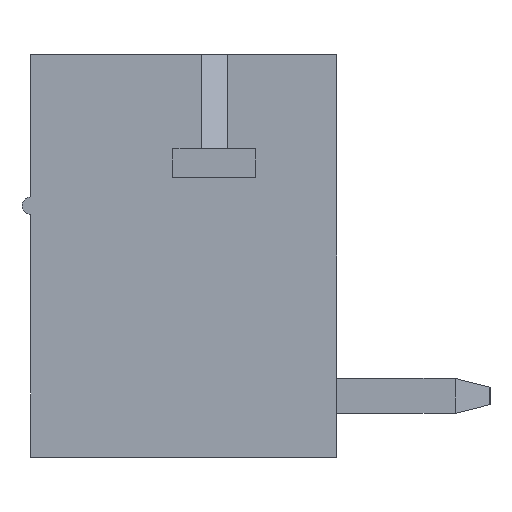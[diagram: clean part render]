
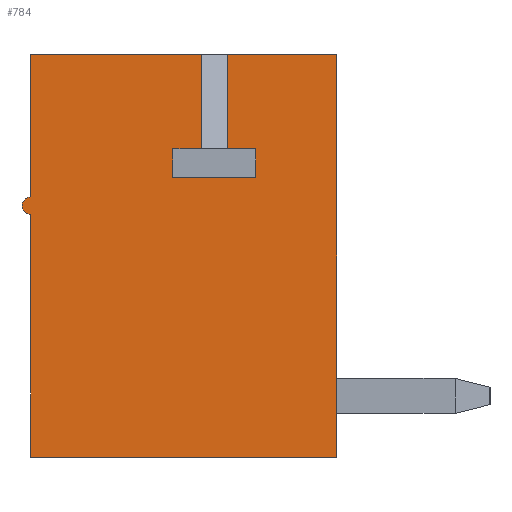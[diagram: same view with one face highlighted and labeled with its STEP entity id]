
A CAD part, left-side view. The second image highlights one B-rep face of the part: STEP entity #784.
In plain terms, the highlighted planar face has unit normal (-1, 0, 0).
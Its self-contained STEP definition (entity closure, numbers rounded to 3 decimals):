
#784 = ADVANCED_FACE( '', ( #2012 ), #2013, .F. );
#2012 = FACE_OUTER_BOUND( '', #3781, .T. );
#2013 = PLANE( '', #3782 );
#3781 = EDGE_LOOP( '', ( #5725, #5726, #5727, #5728, #5729, #5730, #5731, #5732, #5733, #5734, #5735, #5736, #5737, #5738 ) );
#3782 = AXIS2_PLACEMENT_3D( '', #5739, #5740, #5741 );
#5725 = ORIENTED_EDGE( '', *, *, #10987, .T. );
#5726 = ORIENTED_EDGE( '', *, *, #11092, .T. );
#5727 = ORIENTED_EDGE( '', *, *, #11093, .F. );
#5728 = ORIENTED_EDGE( '', *, *, #11094, .T. );
#5729 = ORIENTED_EDGE( '', *, *, #11095, .T. );
#5730 = ORIENTED_EDGE( '', *, *, #11096, .T. );
#5731 = ORIENTED_EDGE( '', *, *, #11097, .F. );
#5732 = ORIENTED_EDGE( '', *, *, #11098, .F. );
#5733 = ORIENTED_EDGE( '', *, *, #11099, .F. );
#5734 = ORIENTED_EDGE( '', *, *, #11100, .T. );
#5735 = ORIENTED_EDGE( '', *, *, #11101, .T. );
#5736 = ORIENTED_EDGE( '', *, *, #11102, .T. );
#5737 = ORIENTED_EDGE( '', *, *, #11103, .T. );
#5738 = ORIENTED_EDGE( '', *, *, #11104, .T. );
#5739 = CARTESIAN_POINT( '', ( -21.55, 0., 0. ) );
#5740 = DIRECTION( '', ( 1., 0., 0. ) );
#5741 = DIRECTION( '', ( 0., 0., -1. ) );
#10987 = EDGE_CURVE( '', #13217, #13218, #13219, .T. );
#11092 = EDGE_CURVE( '', #13218, #13408, #13409, .T. );
#11093 = EDGE_CURVE( '', #13410, #13408, #13411, .T. );
#11094 = EDGE_CURVE( '', #13410, #13412, #13413, .T. );
#11095 = EDGE_CURVE( '', #13412, #13414, #13415, .F. );
#11096 = EDGE_CURVE( '', #13414, #13416, #13417, .T. );
#11097 = EDGE_CURVE( '', #13418, #13416, #13419, .T. );
#11098 = EDGE_CURVE( '', #13420, #13418, #13421, .T. );
#11099 = EDGE_CURVE( '', #13422, #13420, #13423, .T. );
#11100 = EDGE_CURVE( '', #13422, #13424, #13425, .T. );
#11101 = EDGE_CURVE( '', #13424, #13426, #13427, .T. );
#11102 = EDGE_CURVE( '', #13426, #13428, #13429, .T. );
#11103 = EDGE_CURVE( '', #13428, #13430, #13431, .T. );
#11104 = EDGE_CURVE( '', #13430, #13217, #13432, .T. );
#13217 = VERTEX_POINT( '', #16509 );
#13218 = VERTEX_POINT( '', #16510 );
#13219 = LINE( '', #16511, #16512 );
#13408 = VERTEX_POINT( '', #16788 );
#13409 = LINE( '', #16789, #16790 );
#13410 = VERTEX_POINT( '', #16791 );
#13411 = LINE( '', #16792, #16793 );
#13412 = VERTEX_POINT( '', #16794 );
#13413 = LINE( '', #16795, #16796 );
#13414 = VERTEX_POINT( '', #16797 );
#13415 = CIRCLE( '', #16798, 0.2 );
#13416 = VERTEX_POINT( '', #16799 );
#13417 = LINE( '', #16800, #16801 );
#13418 = VERTEX_POINT( '', #16802 );
#13419 = LINE( '', #16803, #16804 );
#13420 = VERTEX_POINT( '', #16805 );
#13421 = LINE( '', #16806, #16807 );
#13422 = VERTEX_POINT( '', #16808 );
#13423 = LINE( '', #16809, #16810 );
#13424 = VERTEX_POINT( '', #16811 );
#13425 = LINE( '', #16812, #16813 );
#13426 = VERTEX_POINT( '', #16814 );
#13427 = LINE( '', #16815, #16816 );
#13428 = VERTEX_POINT( '', #16817 );
#13429 = LINE( '', #16818, #16819 );
#13430 = VERTEX_POINT( '', #16820 );
#13431 = LINE( '', #16821, #16822 );
#13432 = LINE( '', #16823, #16824 );
#16509 = CARTESIAN_POINT( '', ( -21.55, 0.15, 2.45 ) );
#16510 = CARTESIAN_POINT( '', ( -21.55, -0.5, 2.45 ) );
#16511 = CARTESIAN_POINT( '', ( -21.55, 0.15, 2.45 ) );
#16512 = VECTOR( '', #21118, 1000. );
#16788 = CARTESIAN_POINT( '', ( -21.55, -0.5, 4.6 ) );
#16789 = CARTESIAN_POINT( '', ( -21.55, -0.5, 2.45 ) );
#16790 = VECTOR( '', #21209, 1000. );
#16791 = CARTESIAN_POINT( '', ( -21.55, 3.4, 4.6 ) );
#16792 = CARTESIAN_POINT( '', ( -21.55, 3.6, 4.6 ) );
#16793 = VECTOR( '', #21210, 1000. );
#16794 = CARTESIAN_POINT( '', ( -21.55, 3.4, 1.35 ) );
#16795 = CARTESIAN_POINT( '', ( -21.55, 3.4, 0. ) );
#16796 = VECTOR( '', #21211, 1000. );
#16797 = CARTESIAN_POINT( '', ( -21.55, 3.4, 0.95 ) );
#16798 = AXIS2_PLACEMENT_3D( '', #21212, #21213, #21214 );
#16799 = CARTESIAN_POINT( '', ( -21.55, 3.4, -4.6 ) );
#16800 = CARTESIAN_POINT( '', ( -21.55, 3.4, 0. ) );
#16801 = VECTOR( '', #21215, 1000. );
#16802 = CARTESIAN_POINT( '', ( -21.55, -3.6, -4.6 ) );
#16803 = CARTESIAN_POINT( '', ( -21.55, -3.6, -4.6 ) );
#16804 = VECTOR( '', #21216, 1000. );
#16805 = CARTESIAN_POINT( '', ( -21.55, -3.6, 4.6 ) );
#16806 = CARTESIAN_POINT( '', ( -21.55, -3.6, 4.6 ) );
#16807 = VECTOR( '', #21217, 1000. );
#16808 = CARTESIAN_POINT( '', ( -21.55, -1.1, 4.6 ) );
#16809 = CARTESIAN_POINT( '', ( -21.55, 3.6, 4.6 ) );
#16810 = VECTOR( '', #21218, 1000. );
#16811 = CARTESIAN_POINT( '', ( -21.55, -1.1, 2.45 ) );
#16812 = CARTESIAN_POINT( '', ( -21.55, -1.1, 4.6 ) );
#16813 = VECTOR( '', #21219, 1000. );
#16814 = CARTESIAN_POINT( '', ( -21.55, -1.75, 2.45 ) );
#16815 = CARTESIAN_POINT( '', ( -21.55, -1.1, 2.45 ) );
#16816 = VECTOR( '', #21220, 1000. );
#16817 = CARTESIAN_POINT( '', ( -21.55, -1.75, 1.8 ) );
#16818 = CARTESIAN_POINT( '', ( -21.55, -1.75, 2.45 ) );
#16819 = VECTOR( '', #21221, 1000. );
#16820 = CARTESIAN_POINT( '', ( -21.55, 0.15, 1.8 ) );
#16821 = CARTESIAN_POINT( '', ( -21.55, -1.75, 1.8 ) );
#16822 = VECTOR( '', #21222, 1000. );
#16823 = CARTESIAN_POINT( '', ( -21.55, 0.15, 1.8 ) );
#16824 = VECTOR( '', #21223, 1000. );
#21118 = DIRECTION( '', ( 0., -1., 0. ) );
#21209 = DIRECTION( '', ( 0., 0., 1. ) );
#21210 = DIRECTION( '', ( 0., -1., 0. ) );
#21211 = DIRECTION( '', ( 0., 0., -1. ) );
#21212 = CARTESIAN_POINT( '', ( -21.55, 3.4, 1.15 ) );
#21213 = DIRECTION( '', ( 1., 0., 0. ) );
#21214 = DIRECTION( '', ( 0., 0., -1. ) );
#21215 = DIRECTION( '', ( 0., 0., -1. ) );
#21216 = DIRECTION( '', ( 0., 1., 0. ) );
#21217 = DIRECTION( '', ( 0., 0., -1. ) );
#21218 = DIRECTION( '', ( 0., -1., 0. ) );
#21219 = DIRECTION( '', ( 0., 0., -1. ) );
#21220 = DIRECTION( '', ( 0., -1., 0. ) );
#21221 = DIRECTION( '', ( 0., 0., -1. ) );
#21222 = DIRECTION( '', ( 0., 1., 0. ) );
#21223 = DIRECTION( '', ( 0., 0., 1. ) );
